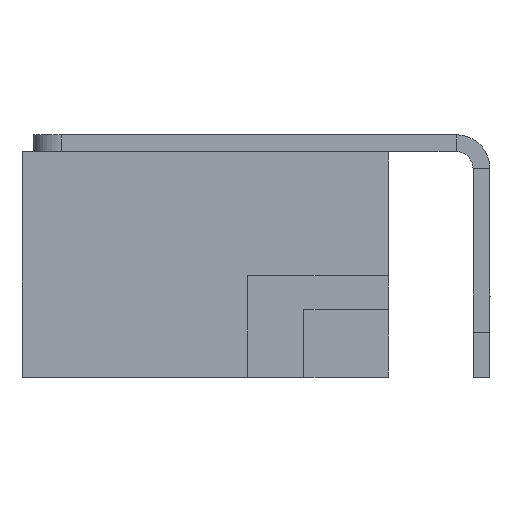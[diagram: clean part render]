
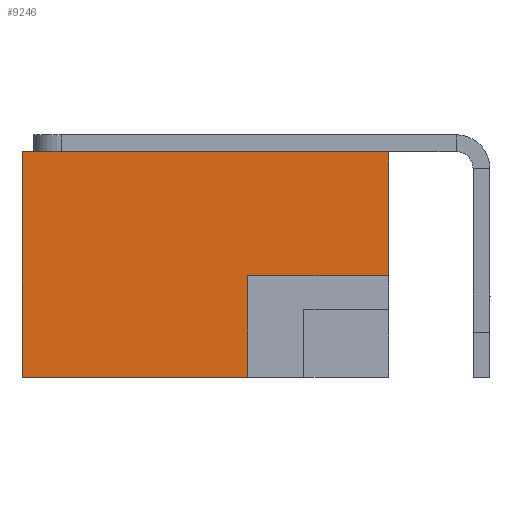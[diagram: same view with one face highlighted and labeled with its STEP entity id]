
A CAD part, left-side view. The second image highlights one B-rep face of the part: STEP entity #9246.
In plain terms, the highlighted planar face has unit normal (-1, 0, 0).
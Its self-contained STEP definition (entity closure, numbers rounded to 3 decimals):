
#9246=ADVANCED_FACE('',(#20525),#20527,.T.);
#20525=FACE_BOUND('',#20526,.T.);
#20526=EDGE_LOOP('',(#26143,#26144,#26145,#26146,#26147,#26148,#26149,#26150));
#20527=PLANE('',#20528);
#20528=AXIS2_PLACEMENT_3D('',#20529,#20530,#20531);
#20529=CARTESIAN_POINT('',(-9.,0.,2.));
#20530=DIRECTION('',(-1.,0.,0.));
#20531=DIRECTION('',(0.,0.,1.));
#26143=ORIENTED_EDGE('',*,*,#28962,.F.);
#26144=ORIENTED_EDGE('',*,*,#28802,.F.);
#26145=ORIENTED_EDGE('',*,*,#29031,.F.);
#26146=ORIENTED_EDGE('',*,*,#28941,.T.);
#26147=ORIENTED_EDGE('',*,*,#29027,.F.);
#26148=ORIENTED_EDGE('',*,*,#29032,.T.);
#26149=ORIENTED_EDGE('',*,*,#29006,.T.);
#26150=ORIENTED_EDGE('',*,*,#29019,.F.);
#28802=EDGE_CURVE('',#33334,#33336,#33337,.T.);
#28941=EDGE_CURVE('',#33557,#33555,#33558,.T.);
#28962=EDGE_CURVE('',#33336,#33587,#33593,.T.);
#29006=EDGE_CURVE('',#33668,#33665,#33669,.T.);
#29019=EDGE_CURVE('',#33587,#33665,#33688,.T.);
#29027=EDGE_CURVE('',#33696,#33555,#33698,.T.);
#29031=EDGE_CURVE('',#33557,#33334,#33702,.T.);
#29032=EDGE_CURVE('',#33696,#33668,#33703,.T.);
#33334=VERTEX_POINT('',#53922);
#33336=VERTEX_POINT('',#53926);
#33337=LINE('',#53927,#53928);
#33555=VERTEX_POINT('',#54421);
#33557=VERTEX_POINT('',#54425);
#33558=LINE('',#54426,#54427);
#33587=VERTEX_POINT('',#54491);
#33593=LINE('',#54503,#54504);
#33665=VERTEX_POINT('',#54661);
#33668=VERTEX_POINT('',#54666);
#33669=LINE('',#54667,#54668);
#33688=LINE('',#54712,#54713);
#33696=VERTEX_POINT('',#54734);
#33698=LINE('',#54738,#54739);
#33702=LINE('',#54750,#54751);
#33703=LINE('',#54753,#54754);
#53922=CARTESIAN_POINT('',(-9.,-3.25,-0.2));
#53926=CARTESIAN_POINT('',(-9.,-0.75,-0.2));
#53927=CARTESIAN_POINT('',(-9.,-3.25,-0.2));
#53928=VECTOR('',#53929,1.);
#53929=DIRECTION('',(0.,1.,0.));
#54421=CARTESIAN_POINT('',(-9.,-3.25,1.614));
#54425=CARTESIAN_POINT('',(-9.,-3.25,1.614));
#54426=CARTESIAN_POINT('',(-9.,-3.25,1.614));
#54427=VECTOR('',#54428,1.);
#54428=DIRECTION('',(0.,-1.,0.));
#54491=CARTESIAN_POINT('',(-9.,-0.75,-2.));
#54503=CARTESIAN_POINT('',(-9.,-0.75,-0.2));
#54504=VECTOR('',#54505,1.);
#54505=DIRECTION('',(0.,0.,-1.));
#54661=CARTESIAN_POINT('',(-9.,3.25,-2.));
#54666=CARTESIAN_POINT('',(-9.,3.25,2.));
#54667=CARTESIAN_POINT('',(-9.,3.25,2.));
#54668=VECTOR('',#54669,1.);
#54669=DIRECTION('',(0.,0.,-1.));
#54712=CARTESIAN_POINT('',(-9.,-0.75,-2.));
#54713=VECTOR('',#54714,1.);
#54714=DIRECTION('',(0.,1.,0.));
#54734=CARTESIAN_POINT('',(-9.,-3.25,2.));
#54738=CARTESIAN_POINT('',(-9.,-3.25,2.));
#54739=VECTOR('',#54740,1.);
#54740=DIRECTION('',(0.,0.,-1.));
#54750=CARTESIAN_POINT('',(-9.,-3.25,1.614));
#54751=VECTOR('',#54752,1.);
#54752=DIRECTION('',(0.,0.,-1.));
#54753=CARTESIAN_POINT('',(-9.,-3.25,2.));
#54754=VECTOR('',#54755,1.);
#54755=DIRECTION('',(0.,1.,0.));
